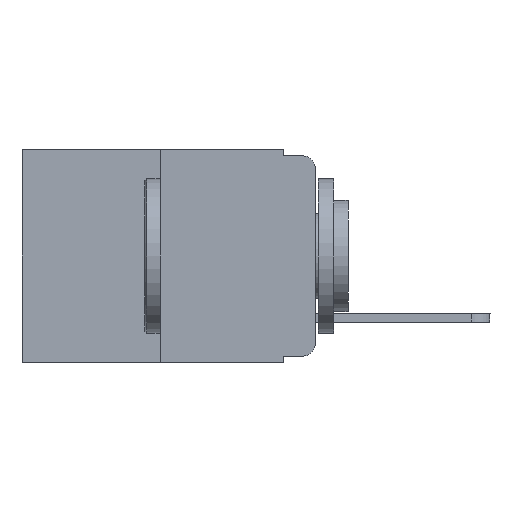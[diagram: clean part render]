
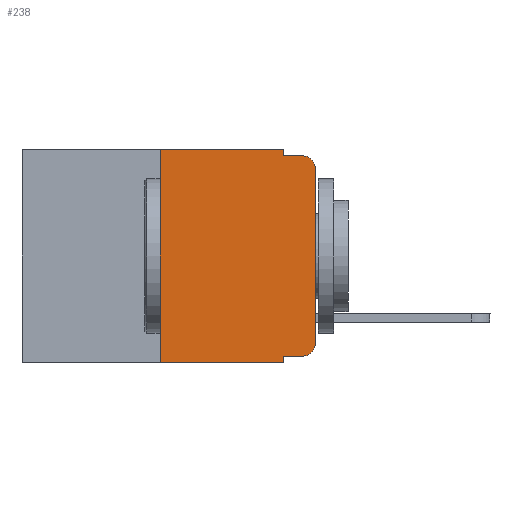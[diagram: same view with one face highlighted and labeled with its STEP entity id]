
A CAD part, left-side view. The second image highlights one B-rep face of the part: STEP entity #238.
In plain terms, the highlighted planar face has unit normal (-1, 0, 0).
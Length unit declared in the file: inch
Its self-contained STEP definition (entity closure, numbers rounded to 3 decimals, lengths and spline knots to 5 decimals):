
#238 = ADVANCED_FACE ( 'NONE', ( #7904 ), #9185, .F. ) ;
#276 = ORIENTED_EDGE ( 'NONE', *, *, #15310, .F. ) ;
#461 = CARTESIAN_POINT ( 'NONE',  ( 0., 0., -0.03 ) ) ;
#841 = CARTESIAN_POINT ( 'NONE',  ( 0., 0.473, 0. ) ) ;
#1011 = VECTOR ( 'NONE', #3895, 39.37008 ) ;
#1614 = VERTEX_POINT ( 'NONE', #3648 ) ;
#2797 = LINE ( 'NONE', #17652, #12824 ) ;
#2887 = CARTESIAN_POINT ( 'NONE',  ( 0., 0.051, 0. ) ) ;
#2996 = CARTESIAN_POINT ( 'NONE',  ( 0., 0.02, -0.333 ) ) ;
#3251 = EDGE_CURVE ( 'NONE', #15056, #11026, #9903, .T. ) ;
#3648 = CARTESIAN_POINT ( 'NONE',  ( 0., 0.051, -0.343 ) ) ;
#3670 = CARTESIAN_POINT ( 'NONE',  ( 0., 0.051, -0.01 ) ) ;
#3895 = DIRECTION ( 'NONE',  ( 0., 0., -1. ) ) ;
#4169 = EDGE_CURVE ( 'NONE', #10831, #1614, #7502, .T. ) ;
#4427 = DIRECTION ( 'NONE',  ( 0., -1., 0. ) ) ;
#4842 = ORIENTED_EDGE ( 'NONE', *, *, #6648, .T. ) ;
#4909 = ORIENTED_EDGE ( 'NONE', *, *, #18783, .T. ) ;
#4937 = CARTESIAN_POINT ( 'NONE',  ( 0., 0.473, 0. ) ) ;
#5032 = DIRECTION ( 'NONE',  ( 1., 0., 0. ) ) ;
#5499 = CARTESIAN_POINT ( 'NONE',  ( 0., 0.02, -0.01 ) ) ;
#5741 = VERTEX_POINT ( 'NONE', #17881 ) ;
#6076 = LINE ( 'NONE', #15017, #13493 ) ;
#6136 = ORIENTED_EDGE ( 'NONE', *, *, #17567, .F. ) ;
#6339 = VECTOR ( 'NONE', #4427, 39.37008 ) ;
#6352 = LINE ( 'NONE', #7631, #6989 ) ;
#6648 = EDGE_CURVE ( 'NONE', #10300, #15382, #8712, .T. ) ;
#6782 = LINE ( 'NONE', #841, #17145 ) ;
#6895 = EDGE_CURVE ( 'NONE', #17837, #11026, #6352, .T. ) ;
#6989 = VECTOR ( 'NONE', #18317, 39.37008 ) ;
#7067 = DIRECTION ( 'NONE',  ( -1., 0., 0. ) ) ;
#7232 = DIRECTION ( 'NONE',  ( 0., -1., 0. ) ) ;
#7411 = CARTESIAN_POINT ( 'NONE',  ( 0., 0.051, -0.333 ) ) ;
#7502 = LINE ( 'NONE', #13404, #6339 ) ;
#7631 = CARTESIAN_POINT ( 'NONE',  ( 0., 0.051, -0.01 ) ) ;
#7904 = FACE_OUTER_BOUND ( 'NONE', #17177, .T. ) ;
#7968 = EDGE_CURVE ( 'NONE', #16217, #17837, #9919, .T. ) ;
#8712 = LINE ( 'NONE', #16178, #18864 ) ;
#8943 = ORIENTED_EDGE ( 'NONE', *, *, #9118, .F. ) ;
#8982 = LINE ( 'NONE', #15268, #10825 ) ;
#9118 = EDGE_CURVE ( 'NONE', #10831, #5741, #8982, .T. ) ;
#9185 = PLANE ( 'NONE',  #15236 ) ;
#9267 = CARTESIAN_POINT ( 'NONE',  ( 0., 0.02, -0.03 ) ) ;
#9903 = CIRCLE ( 'NONE', #12088, 0.02 ) ;
#9919 = LINE ( 'NONE', #12581, #1011 ) ;
#10300 = VERTEX_POINT ( 'NONE', #7411 ) ;
#10406 = DIRECTION ( 'NONE',  ( 0., 0., -1. ) ) ;
#10825 = VECTOR ( 'NONE', #16542, 39.37008 ) ;
#10831 = VERTEX_POINT ( 'NONE', #12217 ) ;
#11026 = VERTEX_POINT ( 'NONE', #5499 ) ;
#11083 = EDGE_CURVE ( 'NONE', #15382, #12199, #11855, .T. ) ;
#11220 = AXIS2_PLACEMENT_3D ( 'NONE', #14548, #7067, #13062 ) ;
#11407 = DIRECTION ( 'NONE',  ( 0., -1., 0. ) ) ;
#11855 = CIRCLE ( 'NONE', #11220, 0.02 ) ;
#12088 = AXIS2_PLACEMENT_3D ( 'NONE', #9267, #15364, #14174 ) ;
#12199 = VERTEX_POINT ( 'NONE', #16891 ) ;
#12217 = CARTESIAN_POINT ( 'NONE',  ( 0., 0.25, -0.343 ) ) ;
#12581 = CARTESIAN_POINT ( 'NONE',  ( 0., 0.051, 0. ) ) ;
#12824 = VECTOR ( 'NONE', #10406, 39.37008 ) ;
#13062 = DIRECTION ( 'NONE',  ( 0., 0., -1. ) ) ;
#13404 = CARTESIAN_POINT ( 'NONE',  ( 0., 0.473, -0.343 ) ) ;
#13493 = VECTOR ( 'NONE', #14627, 39.37008 ) ;
#14174 = DIRECTION ( 'NONE',  ( 0., 0., -1. ) ) ;
#14548 = CARTESIAN_POINT ( 'NONE',  ( 0., 0.02, -0.313 ) ) ;
#14627 = DIRECTION ( 'NONE',  ( 0., 0., 1. ) ) ;
#15017 = CARTESIAN_POINT ( 'NONE',  ( 0., 0., 0. ) ) ;
#15056 = VERTEX_POINT ( 'NONE', #461 ) ;
#15236 = AXIS2_PLACEMENT_3D ( 'NONE', #4937, #5032, #18304 ) ;
#15268 = CARTESIAN_POINT ( 'NONE',  ( 0., 0.25, 0. ) ) ;
#15310 = EDGE_CURVE ( 'NONE', #5741, #16217, #6782, .T. ) ;
#15364 = DIRECTION ( 'NONE',  ( -1., 0., 0. ) ) ;
#15382 = VERTEX_POINT ( 'NONE', #2996 ) ;
#15830 = ORIENTED_EDGE ( 'NONE', *, *, #6895, .F. ) ;
#16178 = CARTESIAN_POINT ( 'NONE',  ( 0., 0.051, -0.333 ) ) ;
#16217 = VERTEX_POINT ( 'NONE', #2887 ) ;
#16425 = ORIENTED_EDGE ( 'NONE', *, *, #3251, .T. ) ;
#16542 = DIRECTION ( 'NONE',  ( 0., 0., 1. ) ) ;
#16891 = CARTESIAN_POINT ( 'NONE',  ( 0., 0., -0.313 ) ) ;
#17145 = VECTOR ( 'NONE', #11407, 39.37008 ) ;
#17177 = EDGE_LOOP ( 'NONE', ( #4909, #16425, #15830, #18603, #276, #8943, #18532, #6136, #4842, #19014 ) ) ;
#17567 = EDGE_CURVE ( 'NONE', #10300, #1614, #2797, .T. ) ;
#17652 = CARTESIAN_POINT ( 'NONE',  ( 0., 0.051, 0. ) ) ;
#17837 = VERTEX_POINT ( 'NONE', #3670 ) ;
#17881 = CARTESIAN_POINT ( 'NONE',  ( 0., 0.25, 0. ) ) ;
#18304 = DIRECTION ( 'NONE',  ( 0., 0., -1. ) ) ;
#18317 = DIRECTION ( 'NONE',  ( 0., -1., 0. ) ) ;
#18532 = ORIENTED_EDGE ( 'NONE', *, *, #4169, .T. ) ;
#18603 = ORIENTED_EDGE ( 'NONE', *, *, #7968, .F. ) ;
#18783 = EDGE_CURVE ( 'NONE', #12199, #15056, #6076, .T. ) ;
#18864 = VECTOR ( 'NONE', #7232, 39.37008 ) ;
#19014 = ORIENTED_EDGE ( 'NONE', *, *, #11083, .T. ) ;
